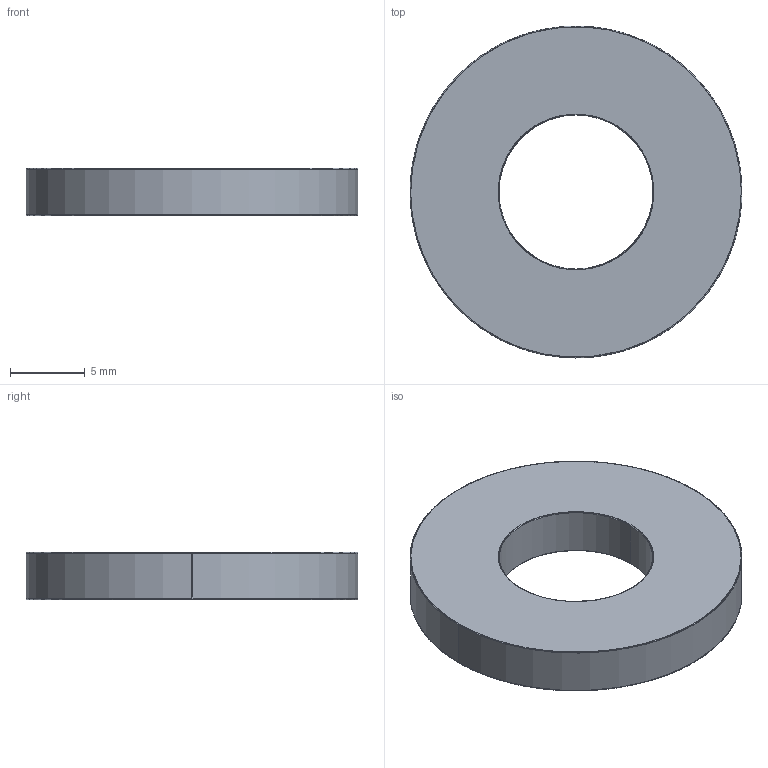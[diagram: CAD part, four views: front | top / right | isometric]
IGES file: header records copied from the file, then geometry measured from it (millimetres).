
Start section: SolidWorks IGES file using analytic representation for surfaces
Global section: file name: B009SX6FYU.3D.IGS; native system: SolidWorks 2012; preprocessor: SolidWorks 2012; author: server; date: 140423.212122; units: inch
Bounding box: 22.23 x 22.23 x 3.17 mm (x, y, z)
Surface area: 928.8 mm2 (no closed solid volume)
Topology: 0 solids, 0 shells, 14 faces, 176 edges, 176 vertices
Faces by surface type: bspline 10, revolution 4
